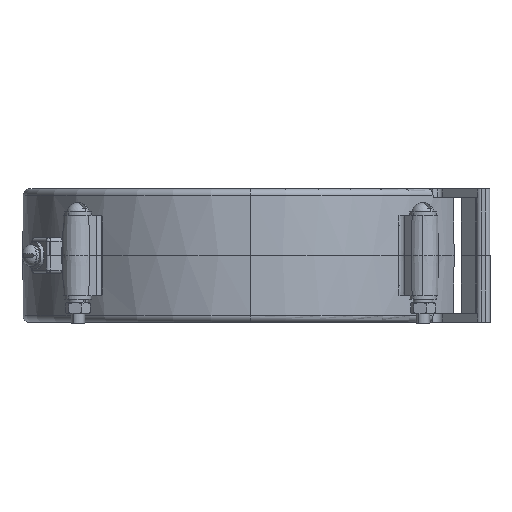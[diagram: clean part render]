
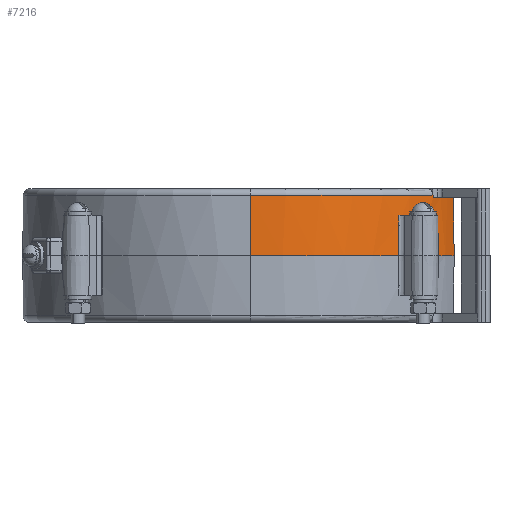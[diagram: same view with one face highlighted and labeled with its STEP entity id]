
A CAD part, left-side view. The second image highlights one B-rep face of the part: STEP entity #7216.
In plain terms, the highlighted conical face has half-angle 1 degrees and reference radius 102.5 mm.
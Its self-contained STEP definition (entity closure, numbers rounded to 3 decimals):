
#157 = DIRECTION ( 'NONE',  ( 1., 0., 0. ) ) ;
#159 = DIRECTION ( 'NONE',  ( 0., 0., -1. ) ) ;
#160 = CARTESIAN_POINT ( 'NONE',  ( 0., 0., 0. ) ) ;
#467 = CARTESIAN_POINT ( 'NONE',  ( 0., 0., 0. ) ) ;
#497 = DIRECTION ( 'NONE',  ( 0., 0., 1. ) ) ;
#498 = DIRECTION ( 'NONE',  ( 1., 0., 0. ) ) ;
#500 = CARTESIAN_POINT ( 'NONE',  ( 0., 0., 13.526 ) ) ;
#508 = DIRECTION ( 'NONE',  ( 0., 0., 1. ) ) ;
#509 = DIRECTION ( 'NONE',  ( 1., 0., 0. ) ) ;
#512 = CARTESIAN_POINT ( 'NONE',  ( -66.404, -77.772, 13.526 ) ) ;
#517 = CARTESIAN_POINT ( 'NONE',  ( -66.404, -77.773, 13.438 ) ) ;
#518 = CARTESIAN_POINT ( 'NONE',  ( -66.405, -77.775, 13.35 ) ) ;
#519 = CARTESIAN_POINT ( 'NONE',  ( -66.406, -77.776, 13.261 ) ) ;
#520 = CARTESIAN_POINT ( 'NONE',  ( -66.439, -77.849, 8.841 ) ) ;
#521 = CARTESIAN_POINT ( 'NONE',  ( -66.472, -77.922, 4.42 ) ) ;
#522 = CARTESIAN_POINT ( 'NONE',  ( -66.505, -77.996, 0. ) ) ;
#523 = CARTESIAN_POINT ( 'NONE',  ( 0., 0., 27.052 ) ) ;
#524 = CARTESIAN_POINT ( 'NONE',  ( -102.5, 0., 0. ) ) ;
#525 = DIRECTION ( 'NONE',  ( -0.017, 0., -1. ) ) ;
#526 = CARTESIAN_POINT ( 'NONE',  ( -77.996, -66.505, 0. ) ) ;
#527 = DIRECTION ( 'NONE',  ( 0., 0., -1. ) ) ;
#528 = DIRECTION ( 'NONE',  ( -1., 0., 0. ) ) ;
#529 = CARTESIAN_POINT ( 'NONE',  ( 0., 0., 26. ) ) ;
#530 = CARTESIAN_POINT ( 'NONE',  ( -77.974, -66.495, 1.344 ) ) ;
#531 = CARTESIAN_POINT ( 'NONE',  ( -77.951, -66.485, 2.687 ) ) ;
#532 = CARTESIAN_POINT ( 'NONE',  ( -77.929, -66.475, 4.031 ) ) ;
#533 = CARTESIAN_POINT ( 'NONE',  ( -77.877, -66.451, 7.196 ) ) ;
#534 = CARTESIAN_POINT ( 'NONE',  ( -77.824, -66.428, 10.361 ) ) ;
#535 = CARTESIAN_POINT ( 'NONE',  ( -77.772, -66.404, 13.526 ) ) ;
#536 = CARTESIAN_POINT ( 'NONE',  ( 0., 0., 0. ) ) ;
#537 = DIRECTION ( 'NONE',  ( 0., 0., 1. ) ) ;
#538 = DIRECTION ( 'NONE',  ( 1., 0., 0. ) ) ;
#539 = CARTESIAN_POINT ( 'NONE',  ( 0., 0., 5872.221 ) ) ;
#540 = DIRECTION ( 'NONE',  ( 0.008, 0.016, 1. ) ) ;
#541 = CARTESIAN_POINT ( 'NONE',  ( -60.756, -81.989, 26. ) ) ;
#542 = DIRECTION ( 'NONE',  ( 0., 0., 1. ) ) ;
#543 = DIRECTION ( 'NONE',  ( 1., 0., 0. ) ) ;
#546 = CARTESIAN_POINT ( 'NONE',  ( -60.774, -81.967, 26.351 ) ) ;
#547 = CARTESIAN_POINT ( 'NONE',  ( -60.794, -81.945, 26.702 ) ) ;
#548 = CARTESIAN_POINT ( 'NONE',  ( -60.816, -81.921, 27.052 ) ) ;
#4418 = VERTEX_POINT ( 'NONE', #15153 ) ;
#4419 = VERTEX_POINT ( 'NONE', #15154 ) ;
#4420 = VERTEX_POINT ( 'NONE', #15155 ) ;
#4421 = VERTEX_POINT ( 'NONE', #15156 ) ;
#4422 = VERTEX_POINT ( 'NONE', #15157 ) ;
#4423 = VERTEX_POINT ( 'NONE', #15158 ) ;
#4424 = VERTEX_POINT ( 'NONE', #15159 ) ;
#4425 = VERTEX_POINT ( 'NONE', #15160 ) ;
#4426 = VERTEX_POINT ( 'NONE', #15161 ) ;
#4427 = VERTEX_POINT ( 'NONE', #15162 ) ;
#6355 = EDGE_LOOP ( 'NONE', ( #7823, #7824, #7825, #7826, #7827, #7828, #7829, #7830, #7831, #7832 ) ) ;
#7216 = ADVANCED_FACE ( 'NONE', ( #16952 ), #16957, .T. ) ;
#7350 = EDGE_CURVE ( 'NONE', #4420, #4421, #17157, .T. ) ;
#7352 = EDGE_CURVE ( 'NONE', #4422, #4423, #17159, .T. ) ;
#7356 = EDGE_CURVE ( 'NONE', #4423, #4424, #18667, .T. ) ;
#7357 = EDGE_CURVE ( 'NONE', #4419, #4420, #17136, .T. ) ;
#7358 = EDGE_CURVE ( 'NONE', #4418, #4419, #17166, .T. ) ;
#7359 = EDGE_CURVE ( 'NONE', #4421, #4422, #18668, .T. ) ;
#7360 = EDGE_CURVE ( 'NONE', #4424, #4425, #17167, .T. ) ;
#7361 = EDGE_CURVE ( 'NONE', #4425, #4426, #17158, .T. ) ;
#7362 = EDGE_CURVE ( 'NONE', #4427, #4426, #17169, .T. ) ;
#7363 = EDGE_CURVE ( 'NONE', #4427, #4418, #18669, .T. ) ;
#7823 = ORIENTED_EDGE ( 'NONE', *, *, #7358, .T. ) ;
#7824 = ORIENTED_EDGE ( 'NONE', *, *, #7357, .T. ) ;
#7825 = ORIENTED_EDGE ( 'NONE', *, *, #7350, .T. ) ;
#7826 = ORIENTED_EDGE ( 'NONE', *, *, #7359, .T. ) ;
#7827 = ORIENTED_EDGE ( 'NONE', *, *, #7352, .T. ) ;
#7828 = ORIENTED_EDGE ( 'NONE', *, *, #7356, .T. ) ;
#7829 = ORIENTED_EDGE ( 'NONE', *, *, #7360, .T. ) ;
#7830 = ORIENTED_EDGE ( 'NONE', *, *, #7361, .T. ) ;
#7831 = ORIENTED_EDGE ( 'NONE', *, *, #7362, .F. ) ;
#7832 = ORIENTED_EDGE ( 'NONE', *, *, #7363, .T. ) ;
#15153 = CARTESIAN_POINT ( 'NONE',  ( -60.816, -81.921, 27.052 ) ) ;
#15154 = CARTESIAN_POINT ( 'NONE',  ( -102.028, 0., 27.052 ) ) ;
#15155 = CARTESIAN_POINT ( 'NONE',  ( -102.5, 0., 0. ) ) ;
#15156 = CARTESIAN_POINT ( 'NONE',  ( -77.996, -66.505, 0. ) ) ;
#15157 = CARTESIAN_POINT ( 'NONE',  ( -77.772, -66.404, 13.526 ) ) ;
#15158 = CARTESIAN_POINT ( 'NONE',  ( -66.404, -77.772, 13.526 ) ) ;
#15159 = CARTESIAN_POINT ( 'NONE',  ( -66.505, -77.996, 0. ) ) ;
#15160 = CARTESIAN_POINT ( 'NONE',  ( -46.337, -91.428, 0. ) ) ;
#15161 = CARTESIAN_POINT ( 'NONE',  ( -46.132, -91.024, 26. ) ) ;
#15162 = CARTESIAN_POINT ( 'NONE',  ( -60.756, -81.989, 26. ) ) ;
#16952 = FACE_OUTER_BOUND ( 'NONE', #6355, .T. ) ;
#16957 = CONICAL_SURFACE ( 'NONE', #18881, 102.5, 0.017 ) ;
#17136 = LINE ( 'NONE', #524, #17162 ) ;
#17157 = CIRCLE ( 'NONE', #18939, 102.5 ) ;
#17158 = LINE ( 'NONE', #539, #17164 ) ;
#17159 = CIRCLE ( 'NONE', #18942, 102.264 ) ;
#17162 = VECTOR ( 'NONE', #525, 1000. ) ;
#17164 = VECTOR ( 'NONE', #540, 1000. ) ;
#17166 = CIRCLE ( 'NONE', #18946, 102.028 ) ;
#17167 = CIRCLE ( 'NONE', #18947, 102.5 ) ;
#17169 = CIRCLE ( 'NONE', #18948, 102.046 ) ;
#18667 = B_SPLINE_CURVE_WITH_KNOTS ( 'NONE', 3,
 ( #512, #517, #518, #519, #520, #521, #522 ),
 .UNSPECIFIED., .F., .F.,
 ( 4, 3, 4 ),
 ( 0.006, 0.007, 0.02 ),
 .UNSPECIFIED. ) ;
#18668 = B_SPLINE_CURVE_WITH_KNOTS ( 'NONE', 3,
 ( #526, #530, #531, #532, #533, #534, #535 ),
 .UNSPECIFIED., .F., .F.,
 ( 4, 3, 4 ),
 ( 0.002, 0.006, 0.015 ),
 .UNSPECIFIED. ) ;
#18669 = B_SPLINE_CURVE_WITH_KNOTS ( 'NONE', 3,
 ( #541, #546, #547, #548 ),
 .UNSPECIFIED., .F., .F.,
 ( 4, 4 ),
 ( 0., 0.001 ),
 .UNSPECIFIED. ) ;
#18881 = AXIS2_PLACEMENT_3D ( 'NONE', #160, #159, #157 ) ;
#18939 = AXIS2_PLACEMENT_3D ( 'NONE', #467, #497, #498 ) ;
#18942 = AXIS2_PLACEMENT_3D ( 'NONE', #500, #508, #509 ) ;
#18946 = AXIS2_PLACEMENT_3D ( 'NONE', #523, #527, #528 ) ;
#18947 = AXIS2_PLACEMENT_3D ( 'NONE', #536, #537, #538 ) ;
#18948 = AXIS2_PLACEMENT_3D ( 'NONE', #529, #542, #543 ) ;
